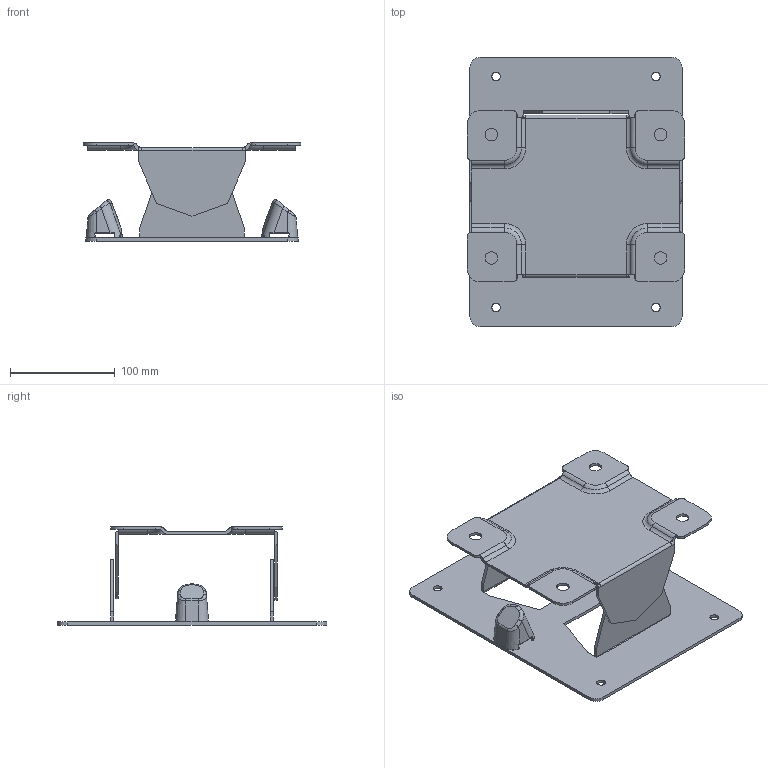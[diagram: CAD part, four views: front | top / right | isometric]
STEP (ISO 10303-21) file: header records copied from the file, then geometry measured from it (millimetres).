
FILE_DESCRIPTION(/* description */ ('Unknown'),/* implementation_level */ '2;1');
FILE_NAME(/* name */ '853005',/* time_stamp */ '2017-12-14T15:58:58+01:00',/* author */ ('Unknown'),/* organization */ ('Unknown'),/* preprocessor_version */ 'ST-DEVELOPER v16.7',/* originating_system */ 'DEX',/* authorisation */ $);
FILE_SCHEMA (('AUTOMOTIVE_DESIGN {1 0 10303 214 3 1 1}'));
Length unit declared in the file: millimetre
Products named in the file (4): 853005; I141; F621; F949
Assembly tree (4 placements, depth 2):
  853005
    I141  x2
    F621
    F949
Bounding box: 208 x 258 x 94 mm (x, y, z)
Volume: 291239.1 mm3; surface area: 210323.9 mm2
Topology: 4 solids, 4 shells, 833 faces, 2003 edges, 1110 vertices
Faces by surface type: bspline 288, cylinder 247, plane 156, torus 64, sphere 54, cone 24
Full cylindrical faces by diameter (mm): 8.2 x4, 12 x4
Entity records: 18701 total; most frequent: CARTESIAN_POINT 8317, ORIENTED_EDGE 2354, DIRECTION 1771, EDGE_CURVE 1177, VERTEX_POINT 694, AXIS2_PLACEMENT_3D 681, EDGE_LOOP 525, FACE_BOUND 525
